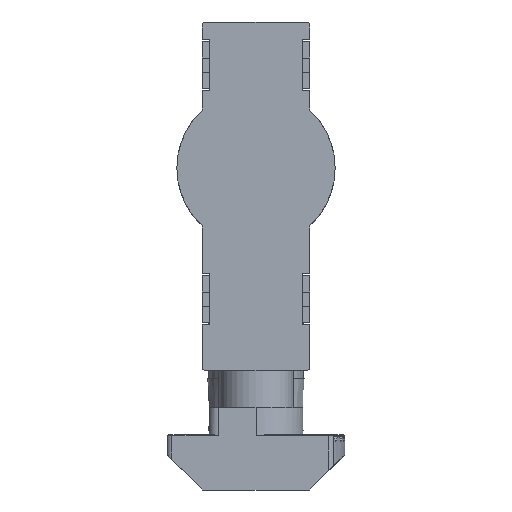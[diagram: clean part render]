
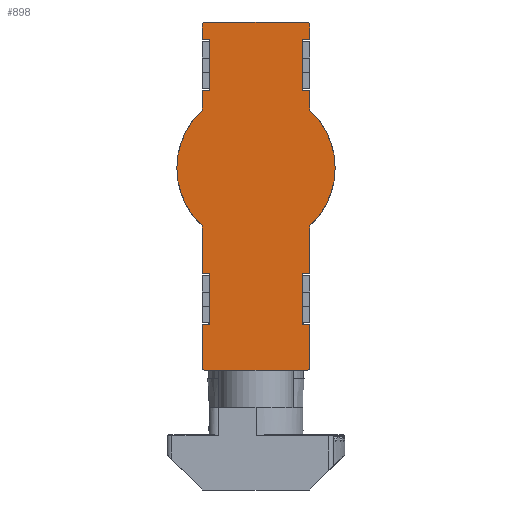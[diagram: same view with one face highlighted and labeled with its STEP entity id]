
A CAD part, front view. The second image highlights one B-rep face of the part: STEP entity #898.
In plain terms, the highlighted planar face has unit normal (0, -1, 0).
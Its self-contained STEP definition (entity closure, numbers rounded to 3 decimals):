
#898=ADVANCED_FACE('',(#1170),#1171,.T.);
#1170=FACE_OUTER_BOUND('',#1710,.T.);
#1171=PLANE('',#1711);
#1710=EDGE_LOOP('',(#2402,#2403,#2404,#2405,#2406,#2407,#2408,#2409,#2410,#2411,#2412,#2413,#2414,#2415,#2416,#2417,#2418,#2419,#2420,#2421,#2422,#2423,#2424,#2425,#2426,#2427,#2428,#2429));
#1711=AXIS2_PLACEMENT_3D('',#2430,#2431,#2432);
#2402=ORIENTED_EDGE('',*,*,#4490,.T.);
#2403=ORIENTED_EDGE('',*,*,#4491,.T.);
#2404=ORIENTED_EDGE('',*,*,#4492,.T.);
#2405=ORIENTED_EDGE('',*,*,#4493,.T.);
#2406=ORIENTED_EDGE('',*,*,#4494,.T.);
#2407=ORIENTED_EDGE('',*,*,#4495,.T.);
#2408=ORIENTED_EDGE('',*,*,#4496,.T.);
#2409=ORIENTED_EDGE('',*,*,#4497,.T.);
#2410=ORIENTED_EDGE('',*,*,#4498,.T.);
#2411=ORIENTED_EDGE('',*,*,#4499,.T.);
#2412=ORIENTED_EDGE('',*,*,#4500,.T.);
#2413=ORIENTED_EDGE('',*,*,#4501,.T.);
#2414=ORIENTED_EDGE('',*,*,#4502,.T.);
#2415=ORIENTED_EDGE('',*,*,#4503,.T.);
#2416=ORIENTED_EDGE('',*,*,#4504,.T.);
#2417=ORIENTED_EDGE('',*,*,#4505,.T.);
#2418=ORIENTED_EDGE('',*,*,#4506,.T.);
#2419=ORIENTED_EDGE('',*,*,#4507,.T.);
#2420=ORIENTED_EDGE('',*,*,#4508,.T.);
#2421=ORIENTED_EDGE('',*,*,#4509,.T.);
#2422=ORIENTED_EDGE('',*,*,#4510,.T.);
#2423=ORIENTED_EDGE('',*,*,#4511,.T.);
#2424=ORIENTED_EDGE('',*,*,#4512,.T.);
#2425=ORIENTED_EDGE('',*,*,#4513,.T.);
#2426=ORIENTED_EDGE('',*,*,#4489,.T.);
#2427=ORIENTED_EDGE('',*,*,#4478,.T.);
#2428=ORIENTED_EDGE('',*,*,#4486,.T.);
#2429=ORIENTED_EDGE('',*,*,#4514,.T.);
#2430=CARTESIAN_POINT('',(0.,-22.4,0.));
#2431=DIRECTION('',(0.,-1.0,0.));
#2432=DIRECTION('',(0.0,0.,-1.0));
#4478=EDGE_CURVE('',#5218,#5216,#5219,.T.);
#4486=EDGE_CURVE('',#5216,#5230,#5232,.F.);
#4489=EDGE_CURVE('',#5234,#5218,#5237,.T.);
#4490=EDGE_CURVE('',#5238,#5239,#5240,.T.);
#4491=EDGE_CURVE('',#5239,#5241,#5242,.T.);
#4492=EDGE_CURVE('',#5241,#5243,#5244,.T.);
#4493=EDGE_CURVE('',#5243,#5245,#5246,.T.);
#4494=EDGE_CURVE('',#5245,#5247,#5248,.F.);
#4495=EDGE_CURVE('',#5247,#5249,#5250,.T.);
#4496=EDGE_CURVE('',#5249,#5251,#5252,.T.);
#4497=EDGE_CURVE('',#5251,#5253,#5254,.T.);
#4498=EDGE_CURVE('',#5253,#5255,#5256,.T.);
#4499=EDGE_CURVE('',#5255,#5257,#5258,.F.);
#4500=EDGE_CURVE('',#5257,#5259,#5260,.F.);
#4501=EDGE_CURVE('',#5259,#5261,#5262,.F.);
#4502=EDGE_CURVE('',#5261,#5263,#5264,.T.);
#4503=EDGE_CURVE('',#5263,#5265,#5266,.F.);
#4504=EDGE_CURVE('',#5265,#5267,#5268,.T.);
#4505=EDGE_CURVE('',#5267,#5269,#5270,.F.);
#4506=EDGE_CURVE('',#5269,#5271,#5272,.F.);
#4507=EDGE_CURVE('',#5271,#5273,#5274,.F.);
#4508=EDGE_CURVE('',#5273,#5275,#5276,.T.);
#4509=EDGE_CURVE('',#5275,#5277,#5278,.F.);
#4510=EDGE_CURVE('',#5277,#5279,#5280,.T.);
#4511=EDGE_CURVE('',#5279,#5281,#5282,.F.);
#4512=EDGE_CURVE('',#5281,#5283,#5284,.T.);
#4513=EDGE_CURVE('',#5283,#5234,#5285,.T.);
#4514=EDGE_CURVE('',#5230,#5238,#5286,.T.);
#5216=VERTEX_POINT('',#6445);
#5218=VERTEX_POINT('',#6448);
#5219=LINE('',#6449,#6450);
#5230=VERTEX_POINT('',#6467);
#5232=LINE('',#6470,#6471);
#5234=VERTEX_POINT('',#6473);
#5237=LINE('',#6477,#6478);
#5238=VERTEX_POINT('',#6479);
#5239=VERTEX_POINT('',#6480);
#5240=CIRCLE('',#6481,8.45);
#5241=VERTEX_POINT('',#6482);
#5242=LINE('',#6483,#6484);
#5243=VERTEX_POINT('',#6485);
#5244=LINE('',#6486,#6487);
#5245=VERTEX_POINT('',#6488);
#5246=LINE('',#6489,#6490);
#5247=VERTEX_POINT('',#6491);
#5248=LINE('',#6492,#6493);
#5249=VERTEX_POINT('',#6494);
#5250=LINE('',#6495,#6496);
#5251=VERTEX_POINT('',#6497);
#5252=CIRCLE('',#6498,0.3);
#5253=VERTEX_POINT('',#6499);
#5254=LINE('',#6500,#6501);
#5255=VERTEX_POINT('',#6502);
#5256=CIRCLE('',#6503,0.3);
#5257=VERTEX_POINT('',#6504);
#5258=LINE('',#6505,#6506);
#5259=VERTEX_POINT('',#6507);
#5260=LINE('',#6508,#6509);
#5261=VERTEX_POINT('',#6510);
#5262=LINE('',#6511,#6512);
#5263=VERTEX_POINT('',#6513);
#5264=LINE('',#6514,#6515);
#5265=VERTEX_POINT('',#6516);
#5266=LINE('',#6517,#6518);
#5267=VERTEX_POINT('',#6519);
#5268=CIRCLE('',#6520,8.45);
#5269=VERTEX_POINT('',#6521);
#5270=LINE('',#6522,#6523);
#5271=VERTEX_POINT('',#6524);
#5272=LINE('',#6525,#6526);
#5273=VERTEX_POINT('',#6527);
#5274=LINE('',#6528,#6529);
#5275=VERTEX_POINT('',#6530);
#5276=LINE('',#6531,#6532);
#5277=VERTEX_POINT('',#6533);
#5278=LINE('',#6534,#6535);
#5279=VERTEX_POINT('',#6536);
#5280=CIRCLE('',#6537,0.3);
#5281=VERTEX_POINT('',#6538);
#5282=LINE('',#6539,#6540);
#5283=VERTEX_POINT('',#6541);
#5284=CIRCLE('',#6542,0.3);
#5285=LINE('',#6543,#6544);
#5286=LINE('',#6545,#6546);
#6445=CARTESIAN_POINT('',(-4.95,-22.4,8.3));
#6448=CARTESIAN_POINT('',(-4.95,-22.4,13.7));
#6449=CARTESIAN_POINT('',(-4.95,-22.4,0.));
#6450=VECTOR('',#8264,1.0);
#6467=CARTESIAN_POINT('',(-5.75,-22.4,8.3));
#6470=CARTESIAN_POINT('',(0.,-22.4,8.3));
#6471=VECTOR('',#8272,1.0);
#6473=CARTESIAN_POINT('',(-5.75,-22.4,13.7));
#6477=CARTESIAN_POINT('',(0.,-22.4,13.7));
#6478=VECTOR('',#8277,1.0);
#6479=CARTESIAN_POINT('',(-5.75,-22.4,6.192));
#6480=CARTESIAN_POINT('',(-5.75,-22.4,-6.192));
#6481=AXIS2_PLACEMENT_3D('',#8278,#8279,#8280);
#6482=CARTESIAN_POINT('',(-5.75,-22.4,-11.3));
#6483=CARTESIAN_POINT('',(-5.75,-22.4,0.));
#6484=VECTOR('',#8281,1.0);
#6485=CARTESIAN_POINT('',(-4.95,-22.4,-11.3));
#6486=CARTESIAN_POINT('',(0.,-22.4,-11.3));
#6487=VECTOR('',#8282,1.0);
#6488=CARTESIAN_POINT('',(-4.95,-22.4,-16.7));
#6489=CARTESIAN_POINT('',(-4.95,-22.4,0.));
#6490=VECTOR('',#8283,1.0);
#6491=CARTESIAN_POINT('',(-5.75,-22.4,-16.7));
#6492=CARTESIAN_POINT('',(0.,-22.4,-16.7));
#6493=VECTOR('',#8284,1.0);
#6494=CARTESIAN_POINT('',(-5.75,-22.4,-21.3));
#6495=CARTESIAN_POINT('',(-5.75,-22.4,0.));
#6496=VECTOR('',#8285,1.0);
#6497=CARTESIAN_POINT('',(-5.45,-22.4,-21.6));
#6498=AXIS2_PLACEMENT_3D('',#8286,#8287,#8288);
#6499=CARTESIAN_POINT('',(5.45,-22.4,-21.6));
#6500=CARTESIAN_POINT('',(0.,-22.4,-21.6));
#6501=VECTOR('',#8289,1.0);
#6502=CARTESIAN_POINT('',(5.75,-22.4,-21.3));
#6503=AXIS2_PLACEMENT_3D('',#8290,#8291,#8292);
#6504=CARTESIAN_POINT('',(5.75,-22.4,-16.7));
#6505=CARTESIAN_POINT('',(5.75,-22.4,0.));
#6506=VECTOR('',#8293,1.0);
#6507=CARTESIAN_POINT('',(4.95,-22.4,-16.7));
#6508=CARTESIAN_POINT('',(0.,-22.4,-16.7));
#6509=VECTOR('',#8294,1.0);
#6510=CARTESIAN_POINT('',(4.95,-22.4,-11.3));
#6511=CARTESIAN_POINT('',(4.95,-22.4,0.));
#6512=VECTOR('',#8295,1.0);
#6513=CARTESIAN_POINT('',(5.75,-22.4,-11.3));
#6514=CARTESIAN_POINT('',(0.,-22.4,-11.3));
#6515=VECTOR('',#8296,1.0);
#6516=CARTESIAN_POINT('',(5.75,-22.4,-6.192));
#6517=CARTESIAN_POINT('',(5.75,-22.4,0.));
#6518=VECTOR('',#8297,1.0);
#6519=CARTESIAN_POINT('',(5.75,-22.4,6.192));
#6520=AXIS2_PLACEMENT_3D('',#8298,#8299,#8300);
#6521=CARTESIAN_POINT('',(5.75,-22.4,8.3));
#6522=CARTESIAN_POINT('',(5.75,-22.4,0.));
#6523=VECTOR('',#8301,1.0);
#6524=CARTESIAN_POINT('',(4.95,-22.4,8.3));
#6525=CARTESIAN_POINT('',(0.,-22.4,8.3));
#6526=VECTOR('',#8302,1.0);
#6527=CARTESIAN_POINT('',(4.95,-22.4,13.7));
#6528=CARTESIAN_POINT('',(4.95,-22.4,0.));
#6529=VECTOR('',#8303,1.0);
#6530=CARTESIAN_POINT('',(5.75,-22.4,13.7));
#6531=CARTESIAN_POINT('',(0.,-22.4,13.7));
#6532=VECTOR('',#8304,1.0);
#6533=CARTESIAN_POINT('',(5.75,-22.4,15.3));
#6534=CARTESIAN_POINT('',(5.75,-22.4,0.));
#6535=VECTOR('',#8305,1.0);
#6536=CARTESIAN_POINT('',(5.45,-22.4,15.6));
#6537=AXIS2_PLACEMENT_3D('',#8306,#8307,#8308);
#6538=CARTESIAN_POINT('',(-5.45,-22.4,15.6));
#6539=CARTESIAN_POINT('',(0.,-22.4,15.6));
#6540=VECTOR('',#8309,1.0);
#6541=CARTESIAN_POINT('',(-5.75,-22.4,15.3));
#6542=AXIS2_PLACEMENT_3D('',#8310,#8311,#8312);
#6543=CARTESIAN_POINT('',(-5.75,-22.4,0.));
#6544=VECTOR('',#8313,1.0);
#6545=CARTESIAN_POINT('',(-5.75,-22.4,0.));
#6546=VECTOR('',#8314,1.0);
#8264=DIRECTION('',(0.0,0.,-1.0));
#8272=DIRECTION('',(1.0,0.,0.));
#8277=DIRECTION('',(1.0,0.,0.));
#8278=CARTESIAN_POINT('',(0.,-22.4,0.));
#8279=DIRECTION('',(0.,-1.0,0.));
#8280=DIRECTION('',(0.0,0.,-1.0));
#8281=DIRECTION('',(0.0,0.,-1.0));
#8282=DIRECTION('',(1.0,0.,0.));
#8283=DIRECTION('',(0.0,0.,-1.0));
#8284=DIRECTION('',(1.0,0.,0.));
#8285=DIRECTION('',(0.0,0.,-1.0));
#8286=CARTESIAN_POINT('',(-5.45,-22.4,-21.3));
#8287=DIRECTION('',(0.,-1.0,0.));
#8288=DIRECTION('',(0.0,0.,-1.0));
#8289=DIRECTION('',(1.0,0.,0.));
#8290=CARTESIAN_POINT('',(5.45,-22.4,-21.3));
#8291=DIRECTION('',(0.,-1.0,0.));
#8292=DIRECTION('',(0.0,0.,-1.0));
#8293=DIRECTION('',(0.0,0.,-1.0));
#8294=DIRECTION('',(1.0,0.,0.));
#8295=DIRECTION('',(0.0,0.,-1.0));
#8296=DIRECTION('',(1.0,0.,0.));
#8297=DIRECTION('',(0.0,0.,-1.0));
#8298=CARTESIAN_POINT('',(0.,-22.4,0.));
#8299=DIRECTION('',(0.,-1.0,0.));
#8300=DIRECTION('',(0.0,0.,-1.0));
#8301=DIRECTION('',(0.0,0.,-1.0));
#8302=DIRECTION('',(1.0,0.,0.));
#8303=DIRECTION('',(0.0,0.,-1.0));
#8304=DIRECTION('',(1.0,0.,0.));
#8305=DIRECTION('',(0.0,0.,-1.0));
#8306=CARTESIAN_POINT('',(5.45,-22.4,15.3));
#8307=DIRECTION('',(0.,-1.0,0.));
#8308=DIRECTION('',(0.0,0.,-1.0));
#8309=DIRECTION('',(1.0,0.,0.));
#8310=CARTESIAN_POINT('',(-5.45,-22.4,15.3));
#8311=DIRECTION('',(0.,-1.0,0.));
#8312=DIRECTION('',(0.0,0.,-1.0));
#8313=DIRECTION('',(0.0,0.,-1.0));
#8314=DIRECTION('',(0.0,0.,-1.0));
